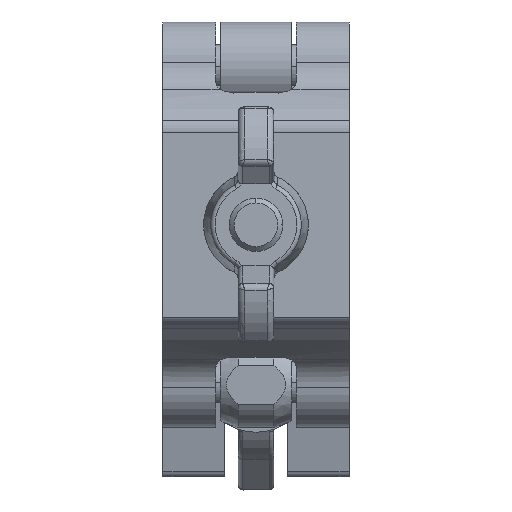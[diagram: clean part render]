
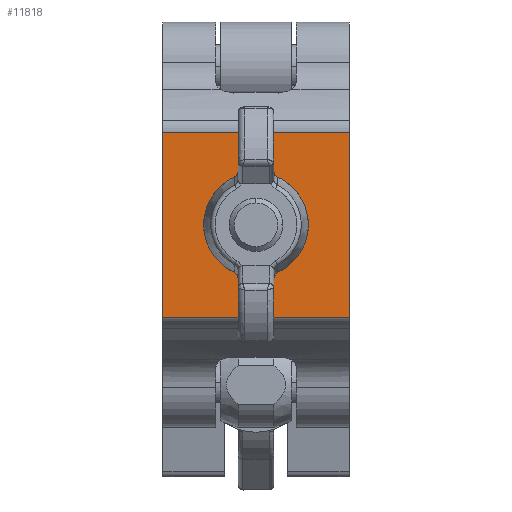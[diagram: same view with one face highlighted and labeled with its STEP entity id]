
A CAD part, front view. The second image highlights one B-rep face of the part: STEP entity #11818.
In plain terms, the highlighted planar face has unit normal (0, -1, 0).
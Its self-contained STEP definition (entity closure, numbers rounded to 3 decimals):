
#209 = DIRECTION ( 'NONE',  ( 0., 0., -1. ) ) ;
#308 = DIRECTION ( 'NONE',  ( 0., 0., -1. ) ) ;
#471 = EDGE_CURVE ( 'NONE', #7764, #16307, #18466, .T. ) ;
#509 = CARTESIAN_POINT ( 'NONE',  ( 10.45, 0., 10.35 ) ) ;
#790 = VECTOR ( 'NONE', #18810, 1000. ) ;
#1482 = VECTOR ( 'NONE', #209, 1000. ) ;
#1773 = EDGE_CURVE ( 'NONE', #7764, #11632, #12178, .T. ) ;
#2163 = EDGE_CURVE ( 'NONE', #6490, #17234, #15279, .T. ) ;
#3272 = LINE ( 'NONE', #6877, #1482 ) ;
#3317 = ORIENTED_EDGE ( 'NONE', *, *, #1773, .F. ) ;
#3468 = CARTESIAN_POINT ( 'NONE',  ( 10.45, 0., -10.35 ) ) ;
#3693 = EDGE_LOOP ( 'NONE', ( #16472, #7636, #3317, #15378 ) ) ;
#3841 = DIRECTION ( 'NONE',  ( 0., -1., 0. ) ) ;
#3965 = DIRECTION ( 'NONE',  ( 0., 0., 1. ) ) ;
#4265 = ORIENTED_EDGE ( 'NONE', *, *, #2163, .F. ) ;
#4382 = CARTESIAN_POINT ( 'NONE',  ( 0., 0., 3.25 ) ) ;
#5304 = DIRECTION ( 'NONE',  ( 0., 0., -1. ) ) ;
#5327 = CARTESIAN_POINT ( 'NONE',  ( 10.45, 0., -10.35 ) ) ;
#5354 = PLANE ( 'NONE',  #15658 ) ;
#5616 = ORIENTED_EDGE ( 'NONE', *, *, #13918, .F. ) ;
#6137 = AXIS2_PLACEMENT_3D ( 'NONE', #12973, #17818, #16529 ) ;
#6490 = VERTEX_POINT ( 'NONE', #13521 ) ;
#6877 = CARTESIAN_POINT ( 'NONE',  ( -10.45, 0., 10.35 ) ) ;
#7053 = DIRECTION ( 'NONE',  ( -1., 0., 0. ) ) ;
#7636 = ORIENTED_EDGE ( 'NONE', *, *, #8007, .F. ) ;
#7745 = EDGE_LOOP ( 'NONE', ( #4265, #5616 ) ) ;
#7764 = VERTEX_POINT ( 'NONE', #16007 ) ;
#8007 = EDGE_CURVE ( 'NONE', #11632, #19224, #21040, .T. ) ;
#8784 = CARTESIAN_POINT ( 'NONE',  ( 0., 0., 0. ) ) ;
#10095 = VECTOR ( 'NONE', #308, 1000. ) ;
#11632 = VERTEX_POINT ( 'NONE', #3468 ) ;
#11818 = ADVANCED_FACE ( 'NONE', ( #20296, #19002 ), #5354, .F. ) ;
#12043 = CARTESIAN_POINT ( 'NONE',  ( 10.45, 0., 10.35 ) ) ;
#12178 = LINE ( 'NONE', #20207, #10095 ) ;
#12459 = DIRECTION ( 'NONE',  ( 0., 1., 0. ) ) ;
#12973 = CARTESIAN_POINT ( 'NONE',  ( 0., 0., 0. ) ) ;
#13521 = CARTESIAN_POINT ( 'NONE',  ( 0., 0., -3.25 ) ) ;
#13918 = EDGE_CURVE ( 'NONE', #17234, #6490, #15547, .T. ) ;
#14830 = VECTOR ( 'NONE', #7053, 1000. ) ;
#15279 = CIRCLE ( 'NONE', #6137, 3.25 ) ;
#15378 = ORIENTED_EDGE ( 'NONE', *, *, #471, .T. ) ;
#15547 = CIRCLE ( 'NONE', #19748, 3.25 ) ;
#15589 = EDGE_CURVE ( 'NONE', #16307, #19224, #3272, .T. ) ;
#15658 = AXIS2_PLACEMENT_3D ( 'NONE', #12043, #12459, #3965 ) ;
#16007 = CARTESIAN_POINT ( 'NONE',  ( 10.45, 0., 10.35 ) ) ;
#16307 = VERTEX_POINT ( 'NONE', #17158 ) ;
#16472 = ORIENTED_EDGE ( 'NONE', *, *, #15589, .T. ) ;
#16529 = DIRECTION ( 'NONE',  ( 0., 0., -1. ) ) ;
#17158 = CARTESIAN_POINT ( 'NONE',  ( -10.45, 0., 10.35 ) ) ;
#17234 = VERTEX_POINT ( 'NONE', #4382 ) ;
#17818 = DIRECTION ( 'NONE',  ( 0., -1., 0. ) ) ;
#17976 = CARTESIAN_POINT ( 'NONE',  ( -10.45, 0., -10.35 ) ) ;
#18466 = LINE ( 'NONE', #509, #790 ) ;
#18810 = DIRECTION ( 'NONE',  ( -1., 0., 0. ) ) ;
#19002 = FACE_OUTER_BOUND ( 'NONE', #3693, .T. ) ;
#19224 = VERTEX_POINT ( 'NONE', #17976 ) ;
#19748 = AXIS2_PLACEMENT_3D ( 'NONE', #8784, #3841, #5304 ) ;
#20207 = CARTESIAN_POINT ( 'NONE',  ( 10.45, 0., 10.35 ) ) ;
#20296 = FACE_BOUND ( 'NONE', #7745, .T. ) ;
#21040 = LINE ( 'NONE', #5327, #14830 ) ;
